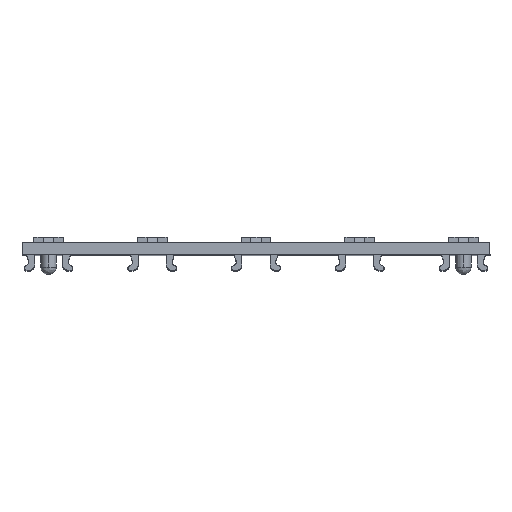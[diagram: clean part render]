
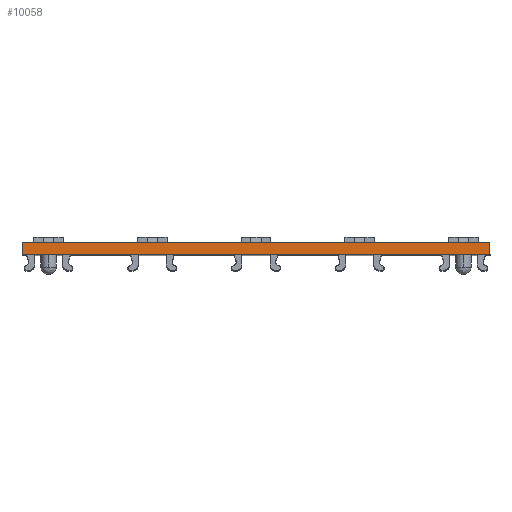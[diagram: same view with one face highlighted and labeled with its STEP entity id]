
A CAD part, top view. The second image highlights one B-rep face of the part: STEP entity #10058.
In plain terms, the highlighted planar face has unit normal (0, 0, 1).
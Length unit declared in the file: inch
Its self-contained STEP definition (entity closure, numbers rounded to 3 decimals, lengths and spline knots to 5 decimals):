
#336 = ORIENTED_EDGE ( 'NONE', *, *, #65201, .F. ) ;
#1245 = DIRECTION ( 'NONE',  ( -1., 0., 0. ) ) ;
#1968 = DIRECTION ( 'NONE',  ( 0., 1., 0. ) ) ;
#2237 = FACE_OUTER_BOUND ( 'NONE', #28998, .T. ) ;
#4268 = CARTESIAN_POINT ( 'NONE',  ( -0.09058, 0.00007, 1.3622 ) ) ;
#4543 = DIRECTION ( 'NONE',  ( 0., -1., 0. ) ) ;
#5467 = DIRECTION ( 'NONE',  ( 1., 0., 0. ) ) ;
#5673 = VECTOR ( 'NONE', #5467, 39.37008 ) ;
#5847 = CARTESIAN_POINT ( 'NONE',  ( 1.68835, 0.00007, 1.3622 ) ) ;
#9220 = VECTOR ( 'NONE', #38432, 39.37008 ) ;
#10058 = ADVANCED_FACE ( 'NONE', ( #2237 ), #36634, .F. ) ;
#12043 = CARTESIAN_POINT ( 'NONE',  ( -0.09058, 0.0467, 1.3622 ) ) ;
#12137 = CARTESIAN_POINT ( 'NONE',  ( -0.09058, 0.0467, 1.3622 ) ) ;
#15938 = EDGE_CURVE ( 'NONE', #64264, #47317, #51596, .T. ) ;
#18189 = EDGE_CURVE ( 'NONE', #44790, #47317, #66165, .T. ) ;
#20799 = ORIENTED_EDGE ( 'NONE', *, *, #15938, .T. ) ;
#21781 = CARTESIAN_POINT ( 'NONE',  ( 1.68835, 0.0467, 1.3622 ) ) ;
#25758 = CARTESIAN_POINT ( 'NONE',  ( 1.68835, 0.00007, 1.3622 ) ) ;
#26849 = DIRECTION ( 'NONE',  ( 0., 0., -1. ) ) ;
#28998 = EDGE_LOOP ( 'NONE', ( #20799, #59486, #41487, #336 ) ) ;
#35782 = CARTESIAN_POINT ( 'NONE',  ( 1.68835, 0.00007, 1.3622 ) ) ;
#36634 = PLANE ( 'NONE',  #61359 ) ;
#38340 = LINE ( 'NONE', #12043, #61453 ) ;
#38432 = DIRECTION ( 'NONE',  ( 1., 0., 0. ) ) ;
#41487 = ORIENTED_EDGE ( 'NONE', *, *, #42566, .F. ) ;
#42556 = VERTEX_POINT ( 'NONE', #12137 ) ;
#42566 = EDGE_CURVE ( 'NONE', #42556, #44790, #53887, .T. ) ;
#43921 = CARTESIAN_POINT ( 'NONE',  ( 1.68835, 0.0467, 1.3622 ) ) ;
#44790 = VERTEX_POINT ( 'NONE', #43921 ) ;
#47317 = VERTEX_POINT ( 'NONE', #5847 ) ;
#51596 = LINE ( 'NONE', #35782, #5673 ) ;
#53887 = LINE ( 'NONE', #54226, #9220 ) ;
#54139 = VECTOR ( 'NONE', #4543, 39.37008 ) ;
#54226 = CARTESIAN_POINT ( 'NONE',  ( 1.68835, 0.0467, 1.3622 ) ) ;
#59486 = ORIENTED_EDGE ( 'NONE', *, *, #18189, .F. ) ;
#61359 = AXIS2_PLACEMENT_3D ( 'NONE', #21781, #26849, #1245 ) ;
#61453 = VECTOR ( 'NONE', #1968, 39.37008 ) ;
#64264 = VERTEX_POINT ( 'NONE', #4268 ) ;
#65201 = EDGE_CURVE ( 'NONE', #64264, #42556, #38340, .T. ) ;
#66165 = LINE ( 'NONE', #25758, #54139 ) ;
